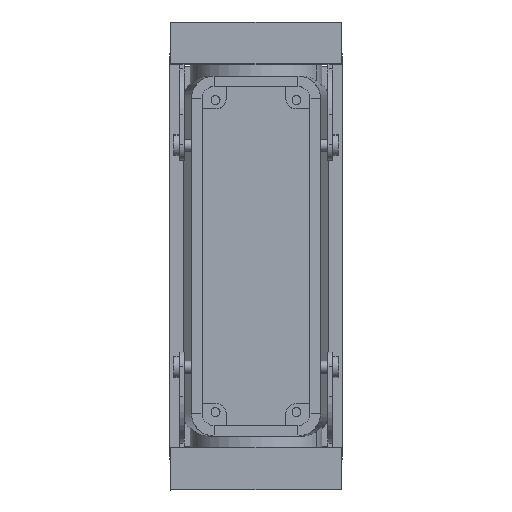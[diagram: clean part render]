
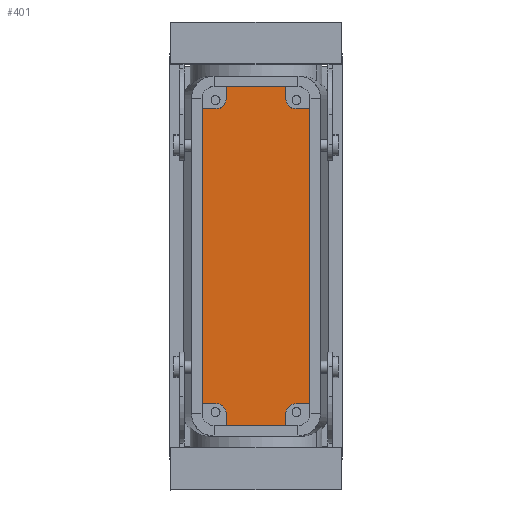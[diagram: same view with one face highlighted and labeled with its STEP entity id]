
A CAD part, top view. The second image highlights one B-rep face of the part: STEP entity #401.
In plain terms, the highlighted planar face has unit normal (0, 0, 1).
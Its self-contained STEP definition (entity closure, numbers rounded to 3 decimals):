
#242=AXIS2_PLACEMENT_3D('Plane Axis2P3D',#239,#240,#241) ;
#76=CARTESIAN_POINT('Line Origine',(28.75,21.5,5.5)) ;
#80=CARTESIAN_POINT('Vertex',(18.75,21.5,5.5)) ;
#82=CARTESIAN_POINT('Vertex',(38.75,21.5,5.5)) ;
#239=CARTESIAN_POINT('Axis2P3D Location',(28.75,78.,5.5)) ;
#245=CARTESIAN_POINT('Control Point',(41.75,127.25,5.5)) ;
#246=CARTESIAN_POINT('Control Point',(41.411,127.25,5.5)) ;
#247=CARTESIAN_POINT('Control Point',(41.071,127.298,5.5)) ;
#248=CARTESIAN_POINT('Control Point',(40.741,127.394,5.5)) ;
#249=CARTESIAN_POINT('Control Point',(40.116,127.677,5.5)) ;
#250=CARTESIAN_POINT('Control Point',(39.595,128.122,5.5)) ;
#251=CARTESIAN_POINT('Control Point',(39.367,128.38,5.5)) ;
#252=CARTESIAN_POINT('Control Point',(39.034,128.889,5.5)) ;
#253=CARTESIAN_POINT('Control Point',(38.837,129.463,5.5)) ;
#254=CARTESIAN_POINT('Control Point',(38.779,129.723,5.5)) ;
#255=CARTESIAN_POINT('Control Point',(38.75,129.986,5.5)) ;
#256=CARTESIAN_POINT('Control Point',(38.75,130.25,5.5)) ;
#257=CARTESIAN_POINT('Vertex',(38.75,130.25,5.5)) ;
#259=CARTESIAN_POINT('Vertex',(41.75,127.25,5.5)) ;
#262=CARTESIAN_POINT('Line Origine',(38.75,132.375,5.5)) ;
#266=CARTESIAN_POINT('Vertex',(38.75,134.5,5.5)) ;
#269=CARTESIAN_POINT('Line Origine',(28.75,134.5,5.5)) ;
#273=CARTESIAN_POINT('Vertex',(18.75,134.5,5.5)) ;
#276=CARTESIAN_POINT('Line Origine',(18.75,132.375,5.5)) ;
#280=CARTESIAN_POINT('Vertex',(18.75,130.25,5.5)) ;
#284=CARTESIAN_POINT('Control Point',(18.75,130.25,5.5)) ;
#285=CARTESIAN_POINT('Control Point',(18.75,129.911,5.5)) ;
#286=CARTESIAN_POINT('Control Point',(18.702,129.571,5.5)) ;
#287=CARTESIAN_POINT('Control Point',(18.606,129.241,5.5)) ;
#288=CARTESIAN_POINT('Control Point',(18.323,128.616,5.5)) ;
#289=CARTESIAN_POINT('Control Point',(17.878,128.095,5.5)) ;
#290=CARTESIAN_POINT('Control Point',(17.62,127.867,5.5)) ;
#291=CARTESIAN_POINT('Control Point',(17.111,127.533,5.5)) ;
#292=CARTESIAN_POINT('Control Point',(16.537,127.337,5.5)) ;
#293=CARTESIAN_POINT('Control Point',(16.277,127.279,5.5)) ;
#294=CARTESIAN_POINT('Control Point',(16.014,127.25,5.5)) ;
#295=CARTESIAN_POINT('Control Point',(15.75,127.25,5.5)) ;
#296=CARTESIAN_POINT('Vertex',(15.75,127.25,5.5)) ;
#299=CARTESIAN_POINT('Line Origine',(13.25,127.25,5.5)) ;
#303=CARTESIAN_POINT('Vertex',(10.75,127.25,5.5)) ;
#306=CARTESIAN_POINT('Line Origine',(10.75,78.,5.5)) ;
#310=CARTESIAN_POINT('Vertex',(10.75,28.75,5.5)) ;
#313=CARTESIAN_POINT('Line Origine',(13.25,28.75,5.5)) ;
#317=CARTESIAN_POINT('Vertex',(15.75,28.75,5.5)) ;
#321=CARTESIAN_POINT('Control Point',(15.75,28.75,5.5)) ;
#322=CARTESIAN_POINT('Control Point',(16.09,28.75,5.5)) ;
#323=CARTESIAN_POINT('Control Point',(16.429,28.702,5.5)) ;
#324=CARTESIAN_POINT('Control Point',(16.759,28.606,5.5)) ;
#325=CARTESIAN_POINT('Control Point',(17.384,28.323,5.5)) ;
#326=CARTESIAN_POINT('Control Point',(17.905,27.878,5.5)) ;
#327=CARTESIAN_POINT('Control Point',(18.133,27.62,5.5)) ;
#328=CARTESIAN_POINT('Control Point',(18.467,27.111,5.5)) ;
#329=CARTESIAN_POINT('Control Point',(18.663,26.537,5.5)) ;
#330=CARTESIAN_POINT('Control Point',(18.721,26.277,5.5)) ;
#331=CARTESIAN_POINT('Control Point',(18.75,26.014,5.5)) ;
#332=CARTESIAN_POINT('Control Point',(18.75,25.75,5.5)) ;
#333=CARTESIAN_POINT('Vertex',(18.75,25.75,5.5)) ;
#336=CARTESIAN_POINT('Line Origine',(18.75,23.625,5.5)) ;
#341=CARTESIAN_POINT('Line Origine',(38.75,23.625,5.5)) ;
#345=CARTESIAN_POINT('Vertex',(38.75,25.75,5.5)) ;
#349=CARTESIAN_POINT('Control Point',(38.75,25.75,5.5)) ;
#350=CARTESIAN_POINT('Control Point',(38.75,26.089,5.5)) ;
#351=CARTESIAN_POINT('Control Point',(38.798,26.429,5.5)) ;
#352=CARTESIAN_POINT('Control Point',(38.894,26.759,5.5)) ;
#353=CARTESIAN_POINT('Control Point',(39.177,27.384,5.5)) ;
#354=CARTESIAN_POINT('Control Point',(39.622,27.905,5.5)) ;
#355=CARTESIAN_POINT('Control Point',(39.88,28.133,5.5)) ;
#356=CARTESIAN_POINT('Control Point',(40.389,28.467,5.5)) ;
#357=CARTESIAN_POINT('Control Point',(40.963,28.663,5.5)) ;
#358=CARTESIAN_POINT('Control Point',(41.223,28.721,5.5)) ;
#359=CARTESIAN_POINT('Control Point',(41.486,28.75,5.5)) ;
#360=CARTESIAN_POINT('Control Point',(41.75,28.75,5.5)) ;
#361=CARTESIAN_POINT('Vertex',(41.75,28.75,5.5)) ;
#364=CARTESIAN_POINT('Line Origine',(44.25,28.75,5.5)) ;
#368=CARTESIAN_POINT('Vertex',(46.75,28.75,5.5)) ;
#371=CARTESIAN_POINT('Line Origine',(46.75,78.,5.5)) ;
#375=CARTESIAN_POINT('Vertex',(46.75,127.25,5.5)) ;
#378=CARTESIAN_POINT('Line Origine',(44.25,127.25,5.5)) ;
#77=DIRECTION('Vector Direction',(1.,0.,0.)) ;
#240=DIRECTION('Axis2P3D Direction',(0.,-0.,1.)) ;
#241=DIRECTION('Axis2P3D XDirection',(0.,1.,0.)) ;
#263=DIRECTION('Vector Direction',(0.,1.,0.)) ;
#270=DIRECTION('Vector Direction',(-1.,0.,0.)) ;
#277=DIRECTION('Vector Direction',(0.,1.,0.)) ;
#300=DIRECTION('Vector Direction',(1.,0.,0.)) ;
#307=DIRECTION('Vector Direction',(0.,1.,0.)) ;
#314=DIRECTION('Vector Direction',(1.,0.,0.)) ;
#337=DIRECTION('Vector Direction',(0.,-1.,0.)) ;
#342=DIRECTION('Vector Direction',(0.,-1.,0.)) ;
#365=DIRECTION('Vector Direction',(-1.,0.,0.)) ;
#372=DIRECTION('Vector Direction',(0.,-1.,0.)) ;
#379=DIRECTION('Vector Direction',(-1.,0.,0.)) ;
#78=VECTOR('Line Direction',#77,1.) ;
#264=VECTOR('Line Direction',#263,1.) ;
#271=VECTOR('Line Direction',#270,1.) ;
#278=VECTOR('Line Direction',#277,1.) ;
#301=VECTOR('Line Direction',#300,1.) ;
#308=VECTOR('Line Direction',#307,1.) ;
#315=VECTOR('Line Direction',#314,1.) ;
#338=VECTOR('Line Direction',#337,1.) ;
#343=VECTOR('Line Direction',#342,1.) ;
#366=VECTOR('Line Direction',#365,1.) ;
#373=VECTOR('Line Direction',#372,1.) ;
#380=VECTOR('Line Direction',#379,1.) ;
#384=ORIENTED_EDGE('',*,*,#261,.F.) ;
#385=ORIENTED_EDGE('',*,*,#268,.T.) ;
#386=ORIENTED_EDGE('',*,*,#275,.T.) ;
#387=ORIENTED_EDGE('',*,*,#282,.F.) ;
#388=ORIENTED_EDGE('',*,*,#298,.F.) ;
#389=ORIENTED_EDGE('',*,*,#305,.F.) ;
#390=ORIENTED_EDGE('',*,*,#312,.T.) ;
#391=ORIENTED_EDGE('',*,*,#319,.T.) ;
#392=ORIENTED_EDGE('',*,*,#335,.F.) ;
#393=ORIENTED_EDGE('',*,*,#340,.T.) ;
#394=ORIENTED_EDGE('',*,*,#84,.T.) ;
#395=ORIENTED_EDGE('',*,*,#347,.F.) ;
#396=ORIENTED_EDGE('',*,*,#363,.F.) ;
#397=ORIENTED_EDGE('',*,*,#370,.F.) ;
#398=ORIENTED_EDGE('',*,*,#377,.T.) ;
#399=ORIENTED_EDGE('',*,*,#382,.T.) ;
#401=ADVANCED_FACE('Housing',(#400),#243,.T.) ;
#244=B_SPLINE_CURVE_WITH_KNOTS('',5,(#245,#246,#247,#248,#249,#250,#251,#252,#253,#254,#255,#256),.UNSPECIFIED.,.F.,.U.,(6,3,3,6),(0.,2.4,4.8,6.664),.UNSPECIFIED.) ;
#283=B_SPLINE_CURVE_WITH_KNOTS('',5,(#284,#285,#286,#287,#288,#289,#290,#291,#292,#293,#294,#295),.UNSPECIFIED.,.F.,.U.,(6,3,3,6),(0.,2.4,4.8,6.664),.UNSPECIFIED.) ;
#320=B_SPLINE_CURVE_WITH_KNOTS('',5,(#321,#322,#323,#324,#325,#326,#327,#328,#329,#330,#331,#332),.UNSPECIFIED.,.F.,.U.,(6,3,3,6),(0.,2.4,4.8,6.664),.UNSPECIFIED.) ;
#348=B_SPLINE_CURVE_WITH_KNOTS('',5,(#349,#350,#351,#352,#353,#354,#355,#356,#357,#358,#359,#360),.UNSPECIFIED.,.F.,.U.,(6,3,3,6),(0.,2.4,4.8,6.664),.UNSPECIFIED.) ;
#84=EDGE_CURVE('',#81,#83,#79,.T.) ;
#261=EDGE_CURVE('',#258,#260,#244,.F.) ;
#268=EDGE_CURVE('',#258,#267,#265,.T.) ;
#275=EDGE_CURVE('',#267,#274,#272,.T.) ;
#282=EDGE_CURVE('',#281,#274,#279,.T.) ;
#298=EDGE_CURVE('',#297,#281,#283,.F.) ;
#305=EDGE_CURVE('',#304,#297,#302,.T.) ;
#312=EDGE_CURVE('',#304,#311,#309,.F.) ;
#319=EDGE_CURVE('',#311,#318,#316,.T.) ;
#335=EDGE_CURVE('',#334,#318,#320,.F.) ;
#340=EDGE_CURVE('',#334,#81,#339,.T.) ;
#347=EDGE_CURVE('',#346,#83,#344,.T.) ;
#363=EDGE_CURVE('',#362,#346,#348,.F.) ;
#370=EDGE_CURVE('',#369,#362,#367,.T.) ;
#377=EDGE_CURVE('',#369,#376,#374,.F.) ;
#382=EDGE_CURVE('',#376,#260,#381,.T.) ;
#383=EDGE_LOOP('',(#384,#385,#386,#387,#388,#389,#390,#391,#392,#393,#394,#395,#396,#397,#398,#399)) ;
#400=FACE_OUTER_BOUND('',#383,.T.) ;
#79=LINE('Line',#76,#78) ;
#265=LINE('Line',#262,#264) ;
#272=LINE('Line',#269,#271) ;
#279=LINE('Line',#276,#278) ;
#302=LINE('Line',#299,#301) ;
#309=LINE('Line',#306,#308) ;
#316=LINE('Line',#313,#315) ;
#339=LINE('Line',#336,#338) ;
#344=LINE('Line',#341,#343) ;
#367=LINE('Line',#364,#366) ;
#374=LINE('Line',#371,#373) ;
#381=LINE('Line',#378,#380) ;
#243=PLANE('',#242) ;
#81=VERTEX_POINT('',#80) ;
#83=VERTEX_POINT('',#82) ;
#258=VERTEX_POINT('',#257) ;
#260=VERTEX_POINT('',#259) ;
#267=VERTEX_POINT('',#266) ;
#274=VERTEX_POINT('',#273) ;
#281=VERTEX_POINT('',#280) ;
#297=VERTEX_POINT('',#296) ;
#304=VERTEX_POINT('',#303) ;
#311=VERTEX_POINT('',#310) ;
#318=VERTEX_POINT('',#317) ;
#334=VERTEX_POINT('',#333) ;
#346=VERTEX_POINT('',#345) ;
#362=VERTEX_POINT('',#361) ;
#369=VERTEX_POINT('',#368) ;
#376=VERTEX_POINT('',#375) ;
